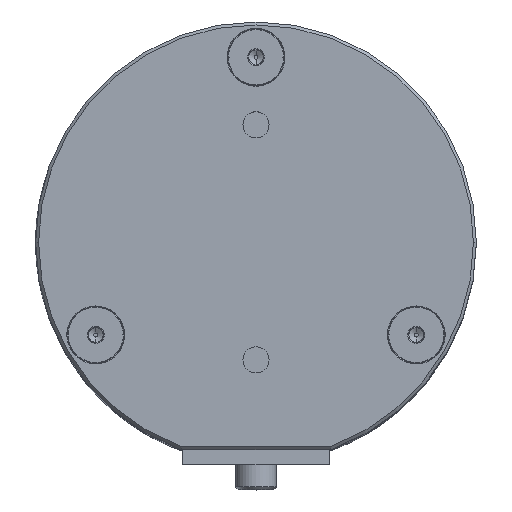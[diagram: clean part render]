
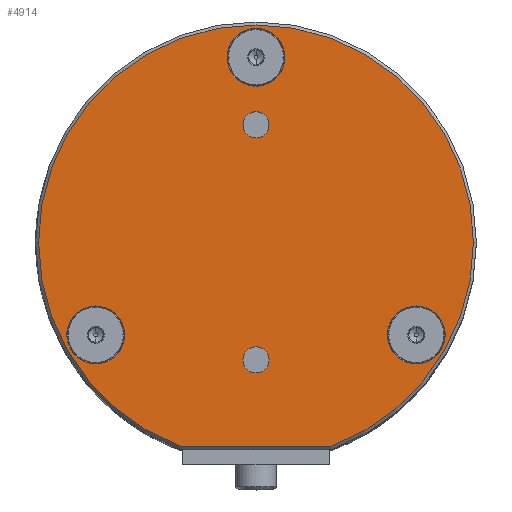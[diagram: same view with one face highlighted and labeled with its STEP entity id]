
A CAD part, top view. The second image highlights one B-rep face of the part: STEP entity #4914.
In plain terms, the highlighted planar face has unit normal (0, 0, 1).
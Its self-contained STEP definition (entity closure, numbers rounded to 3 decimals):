
#10 = EDGE_LOOP ( 'NONE', ( #9629, #4554, #1360, #9577 ) ) ;
#95 = DIRECTION ( 'NONE',  ( 1., 0., 0. ) ) ;
#107 = CARTESIAN_POINT ( 'NONE',  ( -6.23, -14.515, 42.347 ) ) ;
#152 = DIRECTION ( 'NONE',  ( 0., 0., -1. ) ) ;
#307 = ORIENTED_EDGE ( 'NONE', *, *, #10800, .T. ) ;
#395 = CARTESIAN_POINT ( 'NONE',  ( 12.746, -4.863, 42.347 ) ) ;
#404 = AXIS2_PLACEMENT_3D ( 'NONE', #4837, #1947, #1988 ) ;
#455 = ORIENTED_EDGE ( 'NONE', *, *, #6727, .T. ) ;
#501 = DIRECTION ( 'NONE',  ( -1., 0., 0. ) ) ;
#506 = EDGE_LOOP ( 'NONE', ( #11496, #455 ) ) ;
#547 = AXIS2_PLACEMENT_3D ( 'NONE', #3086, #152, #1128 ) ;
#657 = EDGE_CURVE ( 'NONE', #4580, #10627, #6553, .T. ) ;
#754 = CARTESIAN_POINT ( 'NONE',  ( 15.248, -4.863, 42.347 ) ) ;
#1128 = DIRECTION ( 'NONE',  ( -1., 0., 0. ) ) ;
#1268 = VERTEX_POINT ( 'NONE', #9725 ) ;
#1355 = DIRECTION ( 'NONE',  ( -1., 0., 0. ) ) ;
#1360 = ORIENTED_EDGE ( 'NONE', *, *, #4482, .F. ) ;
#1379 = CARTESIAN_POINT ( 'NONE',  ( 1.39, -7.022, 42.347 ) ) ;
#1530 = VERTEX_POINT ( 'NONE', #9547 ) ;
#1608 = EDGE_CURVE ( 'NONE', #3193, #2109, #4517, .T. ) ;
#1930 = ORIENTED_EDGE ( 'NONE', *, *, #2917, .T. ) ;
#1947 = DIRECTION ( 'NONE',  ( 0., 0., -1. ) ) ;
#1981 = CIRCLE ( 'NONE', #8266, 2.502 ) ;
#1988 = DIRECTION ( 'NONE',  ( 1., 0., 0. ) ) ;
#2037 = CARTESIAN_POINT ( 'NONE',  ( 2.52, -7.022, 42.347 ) ) ;
#2109 = VERTEX_POINT ( 'NONE', #4447 ) ;
#2189 = DIRECTION ( 'NONE',  ( 1., 0., 0. ) ) ;
#2889 = DIRECTION ( 'NONE',  ( -1., 0., 0. ) ) ;
#2917 = EDGE_CURVE ( 'NONE', #11396, #5440, #5349, .T. ) ;
#3031 = DIRECTION ( 'NONE',  ( 0., 0., -1. ) ) ;
#3086 = CARTESIAN_POINT ( 'NONE',  ( 1.39, 3.138, 42.347 ) ) ;
#3193 = VERTEX_POINT ( 'NONE', #6406 ) ;
#3263 = EDGE_CURVE ( 'NONE', #7704, #1268, #6051, .T. ) ;
#3418 = ORIENTED_EDGE ( 'NONE', *, *, #5541, .T. ) ;
#3563 = DIRECTION ( 'NONE',  ( 1., 0., 0. ) ) ;
#3798 = CIRCLE ( 'NONE', #6987, 1.13 ) ;
#3999 = VECTOR ( 'NONE', #2889, 1000. ) ;
#4108 = PLANE ( 'NONE',  #11466 ) ;
#4156 = CARTESIAN_POINT ( 'NONE',  ( 15.248, -4.863, 42.347 ) ) ;
#4268 = EDGE_CURVE ( 'NONE', #4930, #11229, #1981, .T. ) ;
#4447 = CARTESIAN_POINT ( 'NONE',  ( -14.97, -4.863, 42.347 ) ) ;
#4482 = EDGE_CURVE ( 'NONE', #5614, #7704, #10337, .T. ) ;
#4492 = AXIS2_PLACEMENT_3D ( 'NONE', #754, #7314, #8378 ) ;
#4517 = CIRCLE ( 'NONE', #11462, 2.502 ) ;
#4554 = ORIENTED_EDGE ( 'NONE', *, *, #3263, .F. ) ;
#4580 = VERTEX_POINT ( 'NONE', #11948 ) ;
#4617 = AXIS2_PLACEMENT_3D ( 'NONE', #11552, #6900, #2189 ) ;
#4837 = CARTESIAN_POINT ( 'NONE',  ( 1.39, 13.298, 42.347 ) ) ;
#4914 = ADVANCED_FACE ( 'NONE', ( #10314, #8981, #10025, #7823, #8550, #11937 ), #4108, .T. ) ;
#4930 = VERTEX_POINT ( 'NONE', #7071 ) ;
#5102 = DIRECTION ( 'NONE',  ( 1., 0., 0. ) ) ;
#5142 = DIRECTION ( 'NONE',  ( 1., 0., 0. ) ) ;
#5163 = ORIENTED_EDGE ( 'NONE', *, *, #7483, .T. ) ;
#5290 = VERTEX_POINT ( 'NONE', #11445 ) ;
#5349 = CIRCLE ( 'NONE', #404, 1.13 ) ;
#5368 = EDGE_CURVE ( 'NONE', #1268, #5290, #11752, .T. ) ;
#5440 = VERTEX_POINT ( 'NONE', #6102 ) ;
#5541 = EDGE_CURVE ( 'NONE', #5440, #11396, #3798, .T. ) ;
#5614 = VERTEX_POINT ( 'NONE', #7678 ) ;
#5852 = AXIS2_PLACEMENT_3D ( 'NONE', #4156, #10731, #5142 ) ;
#5854 = ORIENTED_EDGE ( 'NONE', *, *, #6097, .T. ) ;
#5930 = CIRCLE ( 'NONE', #5852, 2.502 ) ;
#6051 = LINE ( 'NONE', #107, #3999 ) ;
#6097 = EDGE_CURVE ( 'NONE', #2109, #3193, #11861, .T. ) ;
#6102 = CARTESIAN_POINT ( 'NONE',  ( 0.259, 13.298, 42.347 ) ) ;
#6130 = DIRECTION ( 'NONE',  ( 0., 0., -1. ) ) ;
#6145 = CIRCLE ( 'NONE', #6786, 1.13 ) ;
#6217 = AXIS2_PLACEMENT_3D ( 'NONE', #8647, #3031, #95 ) ;
#6295 = DIRECTION ( 'NONE',  ( 0., 0., -1. ) ) ;
#6406 = CARTESIAN_POINT ( 'NONE',  ( -9.966, -4.863, 42.347 ) ) ;
#6553 = CIRCLE ( 'NONE', #10834, 1.13 ) ;
#6717 = DIRECTION ( 'NONE',  ( 0., 0., -1. ) ) ;
#6727 = EDGE_CURVE ( 'NONE', #11229, #4930, #7953, .T. ) ;
#6786 = AXIS2_PLACEMENT_3D ( 'NONE', #1379, #8876, #8910 ) ;
#6900 = DIRECTION ( 'NONE',  ( 0., 0., -1. ) ) ;
#6963 = DIRECTION ( 'NONE',  ( 0., 0., -1. ) ) ;
#6987 = AXIS2_PLACEMENT_3D ( 'NONE', #10336, #6717, #3563 ) ;
#7071 = CARTESIAN_POINT ( 'NONE',  ( 3.892, 19.14, 42.347 ) ) ;
#7314 = DIRECTION ( 'NONE',  ( 0., 0., -1. ) ) ;
#7433 = VERTEX_POINT ( 'NONE', #395 ) ;
#7483 = EDGE_CURVE ( 'NONE', #1530, #7433, #9801, .T. ) ;
#7678 = CARTESIAN_POINT ( 'NONE',  ( 20.186, 3.138, 42.347 ) ) ;
#7704 = VERTEX_POINT ( 'NONE', #9461 ) ;
#7815 = ORIENTED_EDGE ( 'NONE', *, *, #1608, .T. ) ;
#7823 = FACE_OUTER_BOUND ( 'NONE', #10, .T. ) ;
#7953 = CIRCLE ( 'NONE', #6217, 2.502 ) ;
#8250 = EDGE_LOOP ( 'NONE', ( #7815, #5854 ) ) ;
#8266 = AXIS2_PLACEMENT_3D ( 'NONE', #9876, #6295, #10244 ) ;
#8378 = DIRECTION ( 'NONE',  ( 1., 0., 0. ) ) ;
#8434 = EDGE_CURVE ( 'NONE', #7433, #1530, #5930, .T. ) ;
#8550 = FACE_BOUND ( 'NONE', #10120, .T. ) ;
#8647 = CARTESIAN_POINT ( 'NONE',  ( 1.39, 19.14, 42.347 ) ) ;
#8787 = ORIENTED_EDGE ( 'NONE', *, *, #657, .T. ) ;
#8804 = CARTESIAN_POINT ( 'NONE',  ( 1.39, -7.022, 42.347 ) ) ;
#8852 = CARTESIAN_POINT ( 'NONE',  ( -1.112, 19.14, 42.347 ) ) ;
#8876 = DIRECTION ( 'NONE',  ( 0., 0., -1. ) ) ;
#8906 = CARTESIAN_POINT ( 'NONE',  ( 2.52, 13.298, 42.347 ) ) ;
#8910 = DIRECTION ( 'NONE',  ( 1., 0., 0. ) ) ;
#8981 = FACE_BOUND ( 'NONE', #9819, .T. ) ;
#9461 = CARTESIAN_POINT ( 'NONE',  ( 7.844, -14.515, 42.347 ) ) ;
#9547 = CARTESIAN_POINT ( 'NONE',  ( 17.75, -4.863, 42.347 ) ) ;
#9577 = ORIENTED_EDGE ( 'NONE', *, *, #11745, .F. ) ;
#9629 = ORIENTED_EDGE ( 'NONE', *, *, #5368, .F. ) ;
#9725 = CARTESIAN_POINT ( 'NONE',  ( -5.065, -14.515, 42.347 ) ) ;
#9740 = CARTESIAN_POINT ( 'NONE',  ( -12.468, -4.863, 42.347 ) ) ;
#9743 = DIRECTION ( 'NONE',  ( 0., 0., -1. ) ) ;
#9801 = CIRCLE ( 'NONE', #4492, 2.502 ) ;
#9819 = EDGE_LOOP ( 'NONE', ( #5163, #11076 ) ) ;
#9876 = CARTESIAN_POINT ( 'NONE',  ( 1.39, 19.14, 42.347 ) ) ;
#10025 = FACE_BOUND ( 'NONE', #8250, .T. ) ;
#10120 = EDGE_LOOP ( 'NONE', ( #307, #8787 ) ) ;
#10244 = DIRECTION ( 'NONE',  ( 1., 0., 0. ) ) ;
#10314 = FACE_BOUND ( 'NONE', #506, .T. ) ;
#10336 = CARTESIAN_POINT ( 'NONE',  ( 1.39, 13.298, 42.347 ) ) ;
#10337 = CIRCLE ( 'NONE', #11777, 18.796 ) ;
#10511 = CIRCLE ( 'NONE', #547, 18.796 ) ;
#10627 = VERTEX_POINT ( 'NONE', #2037 ) ;
#10665 = CARTESIAN_POINT ( 'NONE',  ( 1.39, 3.138, 42.347 ) ) ;
#10695 = DIRECTION ( 'NONE',  ( 1., 0., 0. ) ) ;
#10729 = DIRECTION ( 'NONE',  ( 0., 0., 1. ) ) ;
#10731 = DIRECTION ( 'NONE',  ( 0., 0., -1. ) ) ;
#10800 = EDGE_CURVE ( 'NONE', #10627, #4580, #6145, .T. ) ;
#10812 = CARTESIAN_POINT ( 'NONE',  ( 1.39, 3.138, 42.347 ) ) ;
#10834 = AXIS2_PLACEMENT_3D ( 'NONE', #8804, #9743, #10695 ) ;
#11076 = ORIENTED_EDGE ( 'NONE', *, *, #8434, .T. ) ;
#11166 = AXIS2_PLACEMENT_3D ( 'NONE', #10665, #6963, #1355 ) ;
#11229 = VERTEX_POINT ( 'NONE', #8852 ) ;
#11396 = VERTEX_POINT ( 'NONE', #8906 ) ;
#11445 = CARTESIAN_POINT ( 'NONE',  ( -17.406, 3.138, 42.347 ) ) ;
#11462 = AXIS2_PLACEMENT_3D ( 'NONE', #9740, #6130, #11687 ) ;
#11466 = AXIS2_PLACEMENT_3D ( 'NONE', #10812, #10729, #5102 ) ;
#11496 = ORIENTED_EDGE ( 'NONE', *, *, #4268, .T. ) ;
#11507 = EDGE_LOOP ( 'NONE', ( #1930, #3418 ) ) ;
#11552 = CARTESIAN_POINT ( 'NONE',  ( -12.468, -4.863, 42.347 ) ) ;
#11687 = DIRECTION ( 'NONE',  ( 1., 0., 0. ) ) ;
#11736 = DIRECTION ( 'NONE',  ( 0., 0., -1. ) ) ;
#11745 = EDGE_CURVE ( 'NONE', #5290, #5614, #10511, .T. ) ;
#11752 = CIRCLE ( 'NONE', #11166, 18.796 ) ;
#11776 = CARTESIAN_POINT ( 'NONE',  ( 1.39, 3.138, 42.347 ) ) ;
#11777 = AXIS2_PLACEMENT_3D ( 'NONE', #11776, #11736, #501 ) ;
#11861 = CIRCLE ( 'NONE', #4617, 2.502 ) ;
#11937 = FACE_BOUND ( 'NONE', #11507, .T. ) ;
#11948 = CARTESIAN_POINT ( 'NONE',  ( 0.259, -7.022, 42.347 ) ) ;
